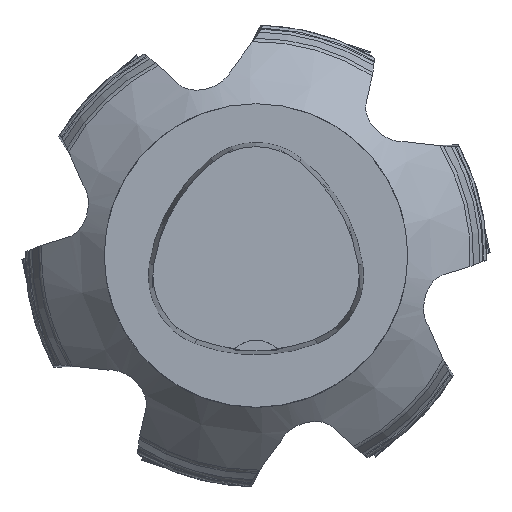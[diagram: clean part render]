
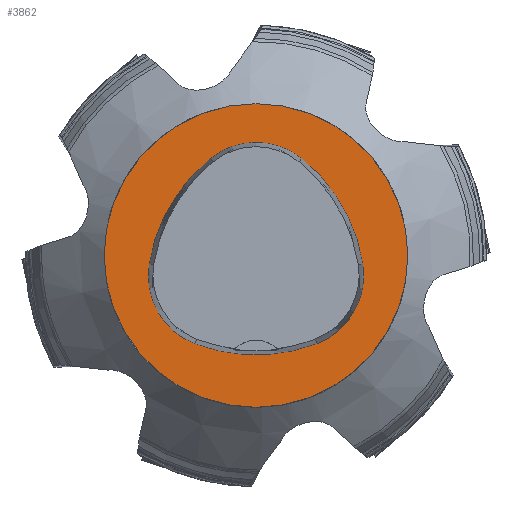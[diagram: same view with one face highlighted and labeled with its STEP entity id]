
A CAD part, top view. The second image highlights one B-rep face of the part: STEP entity #3862.
In plain terms, the highlighted planar face has unit normal (0, 0, 1).
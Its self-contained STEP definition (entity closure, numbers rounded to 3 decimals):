
#1849=FACE_BOUND('',#9606,.T.);
#1850=FACE_BOUND('',#9607,.T.);
#3862=ADVANCED_FACE('',(#1849,#1850),#6129,.T.);
#6129=PLANE('',#43758);
#9606=EDGE_LOOP('',(#17968,#17969,#17970,#17971,#17972,#17973));
#9607=EDGE_LOOP('',(#17974));
#13921=CIRCLE('',#43735,28.);
#13922=CIRCLE('',#43737,12.);
#13923=CIRCLE('',#43739,28.);
#13924=CIRCLE('',#43741,12.);
#13925=CIRCLE('',#43743,28.);
#13926=CIRCLE('',#43745,12.);
#13927=CIRCLE('',#43757,25.);
#17968=ORIENTED_EDGE('',*,*,#33751,.T.);
#17969=ORIENTED_EDGE('',*,*,#33749,.T.);
#17970=ORIENTED_EDGE('',*,*,#33747,.T.);
#17971=ORIENTED_EDGE('',*,*,#33745,.T.);
#17972=ORIENTED_EDGE('',*,*,#33743,.T.);
#17973=ORIENTED_EDGE('',*,*,#33741,.T.);
#17974=ORIENTED_EDGE('',*,*,#33764,.F.);
#29385=VERTEX_POINT('',#66936);
#29386=VERTEX_POINT('',#66938);
#29387=VERTEX_POINT('',#66942);
#29388=VERTEX_POINT('',#66946);
#29389=VERTEX_POINT('',#66950);
#29390=VERTEX_POINT('',#66954);
#29399=VERTEX_POINT('',#66986);
#33741=EDGE_CURVE('',#29386,#29385,#13921,.T.);
#33743=EDGE_CURVE('',#29387,#29386,#13922,.T.);
#33745=EDGE_CURVE('',#29388,#29387,#13923,.T.);
#33747=EDGE_CURVE('',#29389,#29388,#13924,.T.);
#33749=EDGE_CURVE('',#29390,#29389,#13925,.T.);
#33751=EDGE_CURVE('',#29385,#29390,#13926,.T.);
#33764=EDGE_CURVE('',#29399,#29399,#13927,.T.);
#43735=AXIS2_PLACEMENT_3D('',#66937,#49779,#49780);
#43737=AXIS2_PLACEMENT_3D('',#66941,#49784,#49785);
#43739=AXIS2_PLACEMENT_3D('',#66945,#49789,#49790);
#43741=AXIS2_PLACEMENT_3D('',#66949,#49794,#49795);
#43743=AXIS2_PLACEMENT_3D('',#66953,#49799,#49800);
#43745=AXIS2_PLACEMENT_3D('',#66957,#49804,#49805);
#43757=AXIS2_PLACEMENT_3D('',#66985,#49836,#49837);
#43758=AXIS2_PLACEMENT_3D('',#66987,#49838,#49839);
#49779=DIRECTION('',(0.,0.,-1.));
#49780=DIRECTION('',(-1.,0.,0.));
#49784=DIRECTION('',(0.,0.,-1.));
#49785=DIRECTION('',(-1.,0.,0.));
#49789=DIRECTION('',(0.,0.,-1.));
#49790=DIRECTION('',(-1.,0.,0.));
#49794=DIRECTION('',(0.,0.,-1.));
#49795=DIRECTION('',(-1.,0.,0.));
#49799=DIRECTION('',(0.,0.,-1.));
#49800=DIRECTION('',(-1.,0.,0.));
#49804=DIRECTION('',(0.,0.,-1.));
#49805=DIRECTION('',(-1.,0.,0.));
#49836=DIRECTION('',(0.,0.,-1.));
#49837=DIRECTION('',(-1.,0.,0.));
#49838=DIRECTION('',(0.,0.,1.));
#49839=DIRECTION('',(1.,0.,0.));
#66936=CARTESIAN_POINT('',(-10.025,-14.516,0.));
#66937=CARTESIAN_POINT('',(-0.01,11.631,0.));
#66938=CARTESIAN_POINT('',(10.05,-14.499,0.));
#66941=CARTESIAN_POINT('',(5.739,-3.3,0.));
#66942=CARTESIAN_POINT('',(17.59,-1.418,0.));
#66945=CARTESIAN_POINT('',(-10.063,-5.81,0.));
#66946=CARTESIAN_POINT('',(7.567,15.942,0.));
#66949=CARTESIAN_POINT('',(0.011,6.62,0.));
#66950=CARTESIAN_POINT('',(-7.531,15.953,0.));
#66953=CARTESIAN_POINT('',(10.068,-5.824,0.));
#66954=CARTESIAN_POINT('',(-17.584,-1.424,0.));
#66957=CARTESIAN_POINT('',(-5.733,-3.31,0.));
#66985=CARTESIAN_POINT('',(0.,0.,
0.));
#66986=CARTESIAN_POINT('',(-25.,0.,0.));
#66987=CARTESIAN_POINT('',(0.,0.,
0.));
